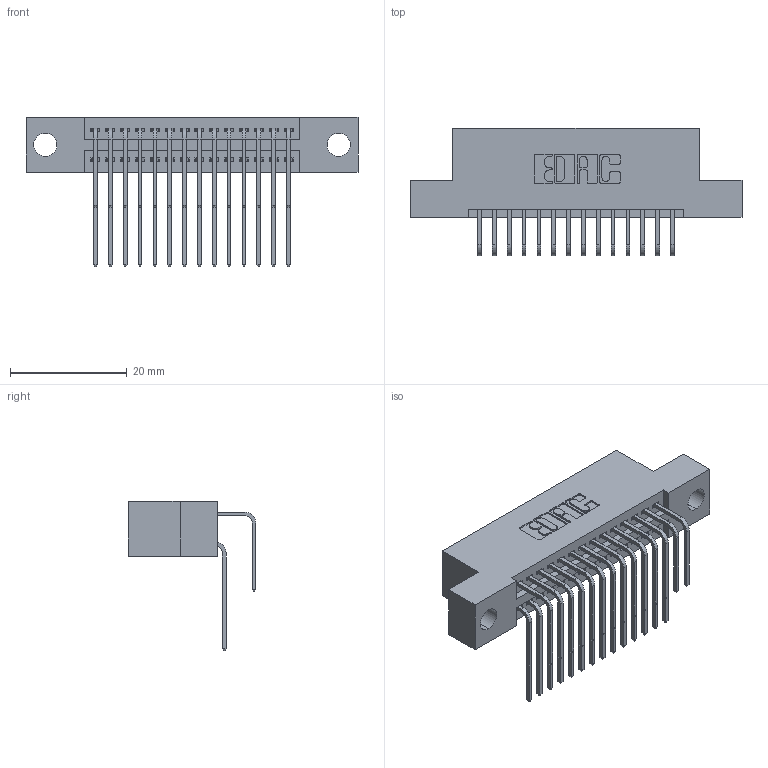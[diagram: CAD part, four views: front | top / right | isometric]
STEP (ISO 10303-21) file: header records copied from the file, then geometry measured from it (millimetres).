
FILE_DESCRIPTION (( 'STEP AP203' ), '1' );
FILE_NAME ('345-028-558-204.STEP', '2021-05-19T23:10:56', ( '' ), ( '' ), 'SwSTEP 2.0', 'SolidWorks 2020', '' );
FILE_SCHEMA (( 'CONFIG_CONTROL_DESIGN' ));
Length unit declared in the file: inch
Products named in the file (4): 345 Part_Flush Mounting Lugs - 0.156 Dia-TI; 345-028-558-204; 345-292-001_558 559 Tail - 1; 345-292-001_558 Tail - 2
Assembly tree (29 placements, depth 2):
  345-028-558-204
    345 Part_Flush Mounting Lugs - 0.156 Dia-TI
    345-292-001_558 559 Tail - 1  x14
    345-292-001_558 Tail - 2  x14
Bounding box: 56.77 x 21.83 x 25.53 mm (x, y, z)
Volume: 5310.3 mm3; surface area: 7918.3 mm2
Topology: 29 solids, 29 shells, 1596 faces, 4717 edges, 3106 vertices
Faces by surface type: plane 1074, cylinder 522
Entity records: 16825 total; most frequent: CARTESIAN_POINT 2897, ORIENTED_EDGE 2778, DIRECTION 2561, EDGE_CURVE 1389, VECTOR 1161, LINE 1161, VERTEX_POINT 922, AXIS2_PLACEMENT_3D 700
